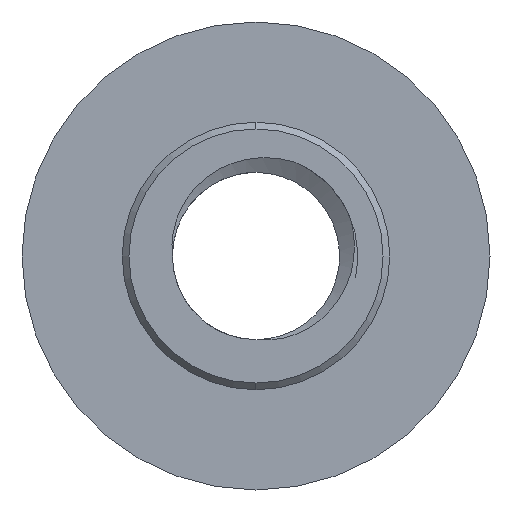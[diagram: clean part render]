
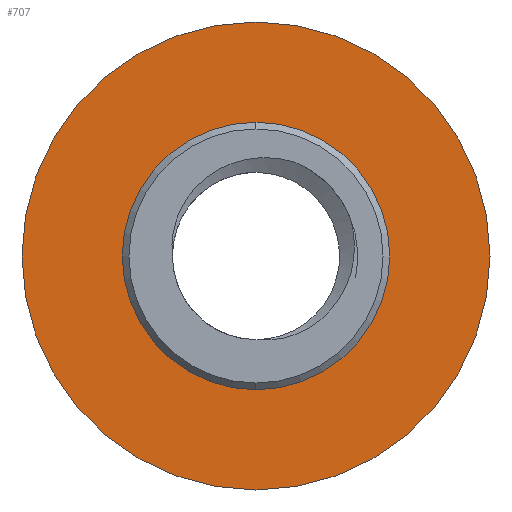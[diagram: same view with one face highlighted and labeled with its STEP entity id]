
A CAD part, left-side view. The second image highlights one B-rep face of the part: STEP entity #707.
In plain terms, the highlighted planar face has unit normal (-1, 0, 0).
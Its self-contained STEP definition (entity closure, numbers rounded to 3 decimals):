
#29 = CARTESIAN_POINT ( 'NONE',  ( 1.237, 0., 0. ) ) ;
#53 = VERTEX_POINT ( 'NONE', #971 ) ;
#72 = ORIENTED_EDGE ( 'NONE', *, *, #181, .T. ) ;
#94 = EDGE_CURVE ( 'NONE', #143, #1270, #891, .T. ) ;
#143 = VERTEX_POINT ( 'NONE', #776 ) ;
#181 = EDGE_CURVE ( 'NONE', #989, #53, #1036, .T. ) ;
#285 = EDGE_CURVE ( 'NONE', #1270, #143, #711, .T. ) ;
#322 = ORIENTED_EDGE ( 'NONE', *, *, #94, .F. ) ;
#324 = EDGE_LOOP ( 'NONE', ( #1389, #72 ) ) ;
#352 = PLANE ( 'NONE',  #928 ) ;
#375 = DIRECTION ( 'NONE',  ( 0., 0., 1. ) ) ;
#452 = CARTESIAN_POINT ( 'NONE',  ( 1.237, 0., 0. ) ) ;
#477 = AXIS2_PLACEMENT_3D ( 'NONE', #1380, #522, #1093 ) ;
#521 = DIRECTION ( 'NONE',  ( 0., 0., 1. ) ) ;
#522 = DIRECTION ( 'NONE',  ( -1., 0., 0. ) ) ;
#533 = DIRECTION ( 'NONE',  ( -1., 0., 0. ) ) ;
#534 = CARTESIAN_POINT ( 'NONE',  ( 1.237, 0., 0. ) ) ;
#607 = CARTESIAN_POINT ( 'NONE',  ( 1.237, 4., 0. ) ) ;
#681 = DIRECTION ( 'NONE',  ( 0., 0., 1. ) ) ;
#707 = ADVANCED_FACE ( 'Face6', ( #1393, #1127 ), #352, .F. ) ;
#711 = CIRCLE ( 'NONE', #1348, 4. ) ;
#776 = CARTESIAN_POINT ( 'NONE',  ( 1.237, 0., -4. ) ) ;
#800 = DIRECTION ( 'NONE',  ( -1., 0., 0. ) ) ;
#835 = DIRECTION ( 'NONE',  ( 1., 0., 0. ) ) ;
#891 = CIRCLE ( 'NONE', #477, 4. ) ;
#925 = DIRECTION ( 'NONE',  ( -1., 0., 0. ) ) ;
#928 = AXIS2_PLACEMENT_3D ( 'NONE', #607, #835, #1166 ) ;
#933 = CIRCLE ( 'NONE', #1336, 7. ) ;
#938 = AXIS2_PLACEMENT_3D ( 'NONE', #452, #800, #681 ) ;
#971 = CARTESIAN_POINT ( 'NONE',  ( 1.237, 0., 7. ) ) ;
#989 = VERTEX_POINT ( 'NONE', #1187 ) ;
#1036 = CIRCLE ( 'NONE', #938, 7. ) ;
#1082 = EDGE_CURVE ( 'NONE', #53, #989, #933, .T. ) ;
#1093 = DIRECTION ( 'NONE',  ( 0., 0., 1. ) ) ;
#1127 = FACE_OUTER_BOUND ( 'NONE', #324, .T. ) ;
#1166 = DIRECTION ( 'NONE',  ( 0., 0., -1. ) ) ;
#1187 = CARTESIAN_POINT ( 'NONE',  ( 1.237, 0., -7. ) ) ;
#1189 = EDGE_LOOP ( 'NONE', ( #1318, #322 ) ) ;
#1204 = CARTESIAN_POINT ( 'NONE',  ( 1.237, 0., 4. ) ) ;
#1270 = VERTEX_POINT ( 'NONE', #1204 ) ;
#1318 = ORIENTED_EDGE ( 'NONE', *, *, #285, .F. ) ;
#1336 = AXIS2_PLACEMENT_3D ( 'NONE', #534, #533, #521 ) ;
#1348 = AXIS2_PLACEMENT_3D ( 'NONE', #29, #925, #375 ) ;
#1380 = CARTESIAN_POINT ( 'NONE',  ( 1.237, 0., 0. ) ) ;
#1389 = ORIENTED_EDGE ( 'NONE', *, *, #1082, .T. ) ;
#1393 = FACE_BOUND ( 'NONE', #1189, .T. ) ;
